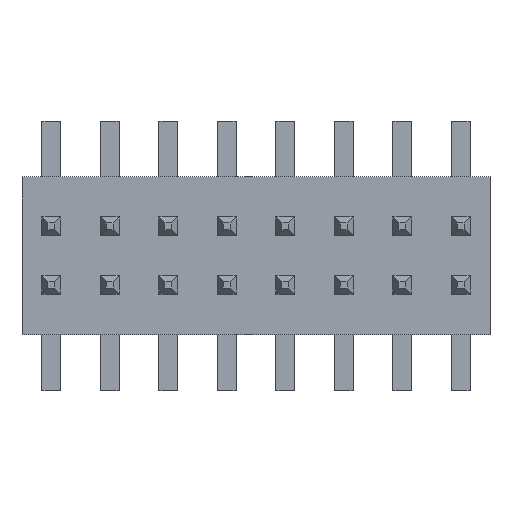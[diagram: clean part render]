
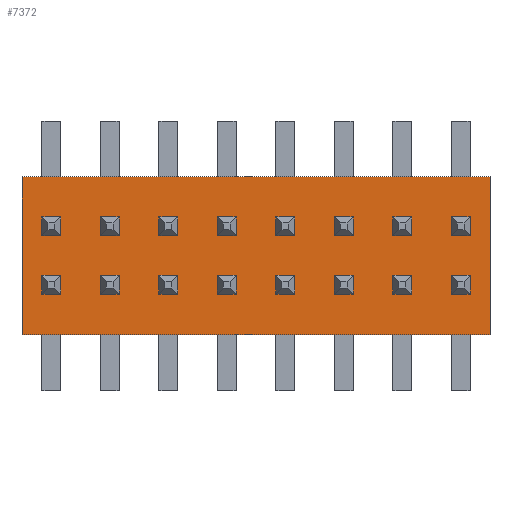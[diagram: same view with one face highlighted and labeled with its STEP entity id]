
A CAD part, top view. The second image highlights one B-rep face of the part: STEP entity #7372.
In plain terms, the highlighted face is planar.
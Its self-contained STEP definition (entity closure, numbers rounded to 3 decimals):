
#7240 = EDGE_CURVE('',#7241,#7243,#7245,.T.);
#7241 = VERTEX_POINT('',#7242);
#7242 = CARTESIAN_POINT('',(-5.08,1.753,-1.715));
#7243 = VERTEX_POINT('',#7244);
#7244 = CARTESIAN_POINT('',(-5.08,1.753,1.715));
#7245 = LINE('',#7246,#7247);
#7246 = CARTESIAN_POINT('',(-5.08,1.753,-1.715));
#7247 = VECTOR('',#7248,1.);
#7248 = DIRECTION('',(0.,0.,1.));
#7280 = EDGE_CURVE('',#7243,#7281,#7283,.T.);
#7281 = VERTEX_POINT('',#7282);
#7282 = CARTESIAN_POINT('',(5.08,1.753,1.715));
#7283 = LINE('',#7284,#7285);
#7284 = CARTESIAN_POINT('',(-5.08,1.753,1.715));
#7285 = VECTOR('',#7286,1.);
#7286 = DIRECTION('',(1.,0.,0.));
#7311 = EDGE_CURVE('',#7281,#7312,#7314,.T.);
#7312 = VERTEX_POINT('',#7313);
#7313 = CARTESIAN_POINT('',(5.08,1.753,-1.715));
#7314 = LINE('',#7315,#7316);
#7315 = CARTESIAN_POINT('',(5.08,1.753,1.715));
#7316 = VECTOR('',#7317,1.);
#7317 = DIRECTION('',(0.,0.,-1.));
#7342 = EDGE_CURVE('',#7312,#7241,#7343,.T.);
#7343 = LINE('',#7344,#7345);
#7344 = CARTESIAN_POINT('',(5.08,1.753,-1.715));
#7345 = VECTOR('',#7346,1.);
#7346 = DIRECTION('',(-1.,0.,0.));
#7372 = ADVANCED_FACE('',(#7373),#7379,.T.);
#7373 = FACE_BOUND('',#7374,.T.);
#7374 = EDGE_LOOP('',(#7375,#7376,#7377,#7378));
#7375 = ORIENTED_EDGE('',*,*,#7240,.T.);
#7376 = ORIENTED_EDGE('',*,*,#7280,.T.);
#7377 = ORIENTED_EDGE('',*,*,#7311,.T.);
#7378 = ORIENTED_EDGE('',*,*,#7342,.T.);
#7379 = PLANE('',#7380);
#7380 = AXIS2_PLACEMENT_3D('',#7381,#7382,#7383);
#7381 = CARTESIAN_POINT('',(0.,1.753,0.));
#7382 = DIRECTION('',(0.,1.,0.));
#7383 = DIRECTION('',(0.,-0.,1.));
